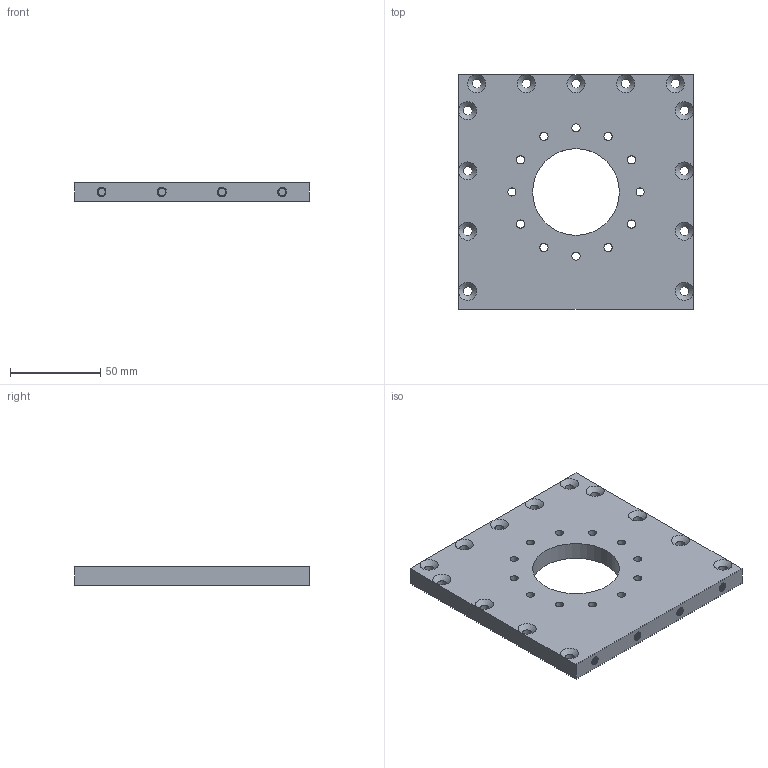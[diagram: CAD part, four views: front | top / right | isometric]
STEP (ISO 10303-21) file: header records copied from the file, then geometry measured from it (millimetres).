
FILE_DESCRIPTION(/* description */ ('','CAx-IF Rec.Pracs.---Representation and Presentation of Product Manufacturing Information (PMI)---4.0---2014-10-13'),/* implementation_level */ '2;1');
FILE_NAME(/* name */ 'Decplate v1.step',/* time_stamp */ '2024-12-09T11:57:10+01:00',/* author */ (''),/* organization */ (''),/* preprocessor_version */ 'ST-DEVELOPER v20',/* originating_system */ 'Autodesk Translation Framework v13.20.0.188',/* authorisation */ '');
FILE_SCHEMA (('AP242_MANAGED_MODEL_BASED_3D_ENGINEERING_MIM_LF { 1 0 10303 442 1 1 4 }'));
Length unit declared in the file: millimetre
Products named in the file (1): Decplate
Bounding box: 130 x 130 x 10 mm (x, y, z)
Volume: 144258.1 mm3; surface area: 41448.2 mm2
Topology: 1 solids, 1 shells, 265 faces, 786 edges, 514 vertices
Faces by surface type: cylinder 234, cone 13, plane 10, bspline 8
Full cylindrical faces by diameter (mm): 4.234 x48, 4.5 x12, 5 x13, 5.12 x24, 48 x1
Entity records: 20887 total; most frequent: CARTESIAN_POINT 14474, ORIENTED_EDGE 1572, DIRECTION 960, EDGE_CURVE 786, VERTEX_POINT 514, B_SPLINE_CURVE_WITH_KNOTS 432, AXIS2_PLACEMENT_3D 348, EDGE_LOOP 308
